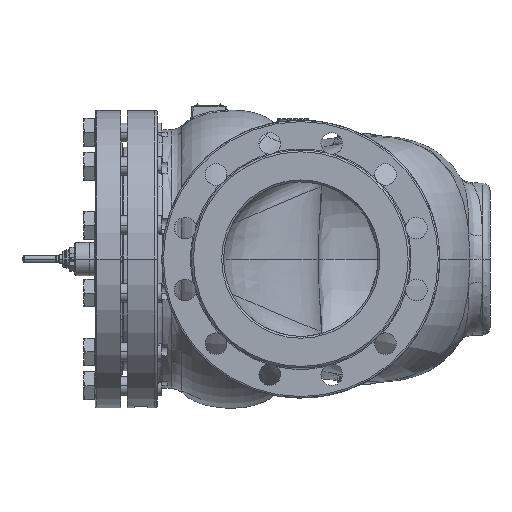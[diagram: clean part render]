
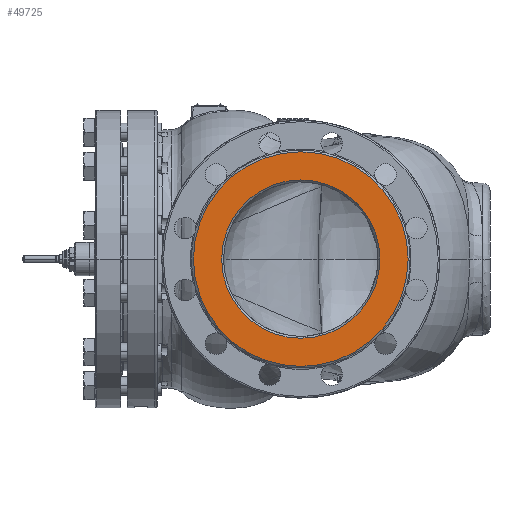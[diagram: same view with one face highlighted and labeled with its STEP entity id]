
A CAD part, left-side view. The second image highlights one B-rep face of the part: STEP entity #49725.
In plain terms, the highlighted planar face has unit normal (-1, 0, 0).
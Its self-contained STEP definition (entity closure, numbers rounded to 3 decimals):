
#8327=CARTESIAN_POINT('',(-300.,0.,0.));
#8328=DIRECTION('',(1.,0.,0.));
#8329=DIRECTION('',(0.,1.,0.));
#8330=AXIS2_PLACEMENT_3D('',#8327,#8328,#8329);
#8332=CARTESIAN_POINT('',(-300.,0.,0.));
#8333=DIRECTION('',(1.,0.,0.));
#8334=DIRECTION('',(0.,-1.,0.));
#8335=AXIS2_PLACEMENT_3D('',#8332,#8333,#8334);
#25515=CARTESIAN_POINT('',(-300.,0.,0.));
#25516=DIRECTION('',(-1.,0.,0.));
#25517=DIRECTION('',(0.,1.,0.));
#25518=AXIS2_PLACEMENT_3D('',#25515,#25516,#25517);
#25633=CARTESIAN_POINT('',(-300.,0.,0.));
#25634=DIRECTION('',(-1.,0.,0.));
#25635=DIRECTION('',(0.,-1.,0.));
#25636=AXIS2_PLACEMENT_3D('',#25633,#25634,#25635);
#30998=CARTESIAN_POINT('',(-300.,102.5,0.));
#30999=CARTESIAN_POINT('',(-300.,-102.5,0.));
#31000=VERTEX_POINT('',#30998);
#31001=VERTEX_POINT('',#30999);
#31002=CARTESIAN_POINT('',(-300.,139.,0.));
#31003=CARTESIAN_POINT('',(-300.,-139.,0.));
#31004=VERTEX_POINT('',#31002);
#31005=VERTEX_POINT('',#31003);
#49709=CARTESIAN_POINT('',(-300.,0.,0.));
#49710=DIRECTION('',(1.,0.,0.));
#49711=DIRECTION('',(0.,-1.,0.));
#49712=AXIS2_PLACEMENT_3D('',#49709,#49710,#49711);
#49713=PLANE('',#49712);
#49715=ORIENTED_EDGE('',*,*,#49714,.F.);
#49717=ORIENTED_EDGE('',*,*,#49716,.F.);
#49718=EDGE_LOOP('',(#49715,#49717));
#49719=FACE_OUTER_BOUND('',#49718,.F.);
#49720=ORIENTED_EDGE('',*,*,#49697,.F.);
#49722=ORIENTED_EDGE('',*,*,#49721,.F.);
#49723=EDGE_LOOP('',(#49720,#49722));
#49724=FACE_BOUND('',#49723,.F.);
#49725=ADVANCED_FACE('',(#49719,#49724),#49713,.F.);
#8331=CIRCLE('',#8330,102.5);
#8336=CIRCLE('',#8335,102.5);
#25519=CIRCLE('',#25518,139.);
#25637=CIRCLE('',#25636,139.);
#49697=EDGE_CURVE('',#31000,#31001,#8331,.T.);
#49714=EDGE_CURVE('',#31004,#31005,#25519,.T.);
#49716=EDGE_CURVE('',#31005,#31004,#25637,.T.);
#49721=EDGE_CURVE('',#31001,#31000,#8336,.T.);
